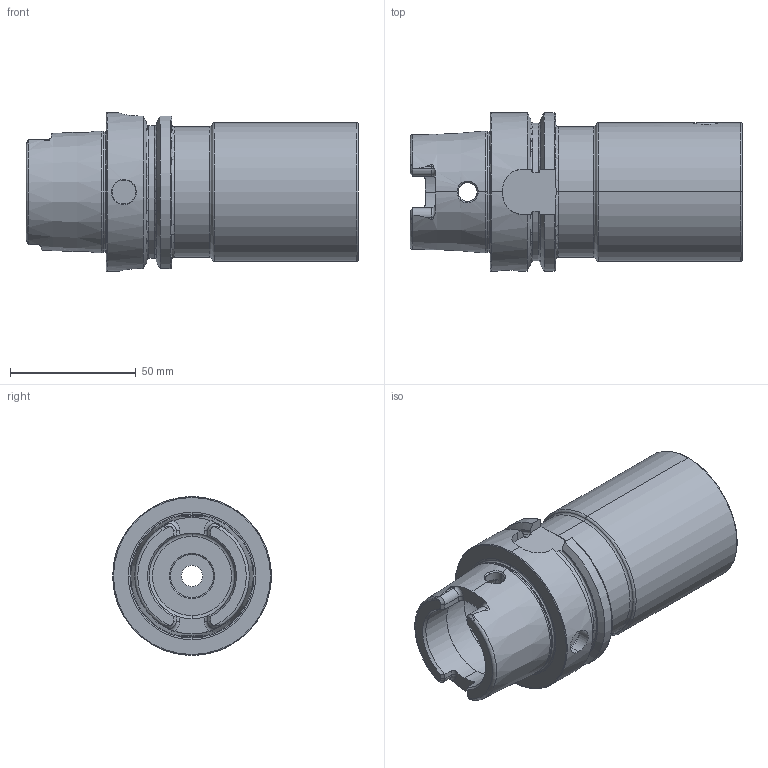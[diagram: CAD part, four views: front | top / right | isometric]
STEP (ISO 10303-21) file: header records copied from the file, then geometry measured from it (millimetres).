
FILE_DESCRIPTION (( 'STEP AP203' ), '1' );
FILE_NAME ('102.063.552.STEP', '2018-03-09T11:07:16', ( 'SWIAdmin' ), ( 'Hewlett-Packard Company' ), 'SwSTEP 2.0', 'SolidWorks 2017', '' );
FILE_SCHEMA (( 'CONFIG_CONTROL_DESIGN' ));
Length unit declared in the file: millimetre
Products named in the file (3): HA6-MB5.K01.100_A_Fertigbearbeitung; MB5-ER1.001.017_A; 102.063.552
Assembly tree (2 placements, depth 2):
  102.063.552
    HA6-MB5.K01.100_A_Fertigbearbeitung
    MB5-ER1.001.017_A
Bounding box: 131.9 x 63 x 63 mm (x, y, z)
Volume: 225984.8 mm3; surface area: 40421 mm2
Topology: 2 solids, 2 shells, 230 faces, 586 edges, 361 vertices
Faces by surface type: plane 71, cylinder 68, cone 42, torus 41, bspline 8
Entity records: 8870 total; most frequent: CARTESIAN_POINT 3149, ORIENTED_EDGE 1168, DIRECTION 1125, EDGE_CURVE 584, AXIS2_PLACEMENT_3D 461, VERTEX_POINT 361, EDGE_LOOP 241, CIRCLE 234
